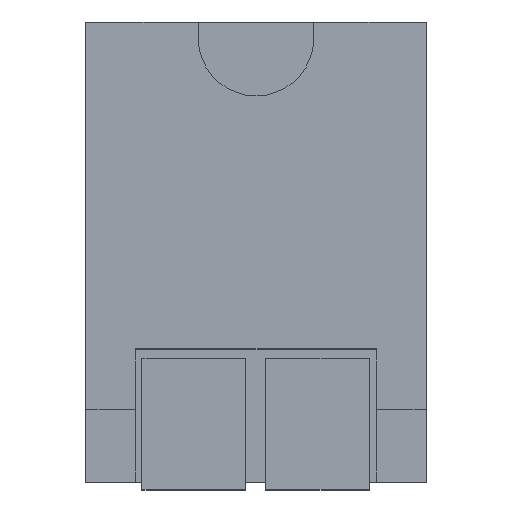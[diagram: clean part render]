
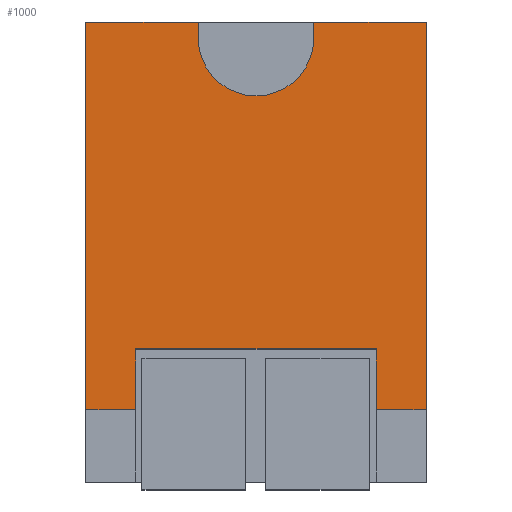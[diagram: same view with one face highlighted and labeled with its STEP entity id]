
A CAD part, top view. The second image highlights one B-rep face of the part: STEP entity #1000.
In plain terms, the highlighted planar face has unit normal (0, 0, 1).
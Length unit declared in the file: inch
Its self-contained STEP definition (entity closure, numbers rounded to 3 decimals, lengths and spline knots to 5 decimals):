
#14 = CARTESIAN_POINT ( 'NONE',  ( 1.39862, 0., 1.07315 ) ) ;
#20 = DIRECTION ( 'NONE',  ( 1., 0., 0. ) ) ;
#30 = LINE ( 'NONE', #941, #1539 ) ;
#34 = LINE ( 'NONE', #14, #247 ) ;
#36 = VECTOR ( 'NONE', #294, 39.37008 ) ;
#40 = CARTESIAN_POINT ( 'NONE',  ( 1.78218, -2.37874, 1.07315 ) ) ;
#44 = DIRECTION ( 'NONE',  ( 0., -1., 0. ) ) ;
#71 = DIRECTION ( 'NONE',  ( -1., 0., 0. ) ) ;
#73 = CARTESIAN_POINT ( 'NONE',  ( 2.08858, -2.37874, 1.07315 ) ) ;
#75 = DIRECTION ( 'NONE',  ( 1., 0., 0. ) ) ;
#89 = CARTESIAN_POINT ( 'NONE',  ( 0., 0., 1.07315 ) ) ;
#151 = EDGE_CURVE ( 'NONE', #1099, #1473, #996, .T. ) ;
#169 = DIRECTION ( 'NONE',  ( 1., 0., 0. ) ) ;
#196 = ORIENTED_EDGE ( 'NONE', *, *, #1407, .T. ) ;
#203 = LINE ( 'NONE', #1352, #1140 ) ;
#207 = LINE ( 'NONE', #326, #245 ) ;
#226 = ORIENTED_EDGE ( 'NONE', *, *, #1048, .T. ) ;
#245 = VECTOR ( 'NONE', #1652, 39.37008 ) ;
#247 = VECTOR ( 'NONE', #44, 39.37008 ) ;
#294 = DIRECTION ( 'NONE',  ( 0., -1., 0. ) ) ;
#305 = CARTESIAN_POINT ( 'NONE',  ( 0., 0., 1.07315 ) ) ;
#316 = LINE ( 'NONE', #472, #1827 ) ;
#326 = CARTESIAN_POINT ( 'NONE',  ( 0.3064, 0., 1.07315 ) ) ;
#361 = CARTESIAN_POINT ( 'NONE',  ( 2.75589, -2.37874, 1.07315 ) ) ;
#367 = AXIS2_PLACEMENT_3D ( 'NONE', #1027, #727, #169 ) ;
#440 = CARTESIAN_POINT ( 'NONE',  ( 0.3064, -2.37874, 1.07315 ) ) ;
#444 = ORIENTED_EDGE ( 'NONE', *, *, #798, .T. ) ;
#464 = ORIENTED_EDGE ( 'NONE', *, *, #1472, .T. ) ;
#472 = CARTESIAN_POINT ( 'NONE',  ( 0., -2.37874, 1.07315 ) ) ;
#511 = DIRECTION ( 'NONE',  ( 0., 1., 0. ) ) ;
#512 = CARTESIAN_POINT ( 'NONE',  ( 1.04429, -0.09888, 1.07315 ) ) ;
#536 = VERTEX_POINT ( 'NONE', #560 ) ;
#556 = CARTESIAN_POINT ( 'NONE',  ( 1.39862, 0., 1.07315 ) ) ;
#560 = CARTESIAN_POINT ( 'NONE',  ( 1.78218, -2.00473, 1.07315 ) ) ;
#586 = ORIENTED_EDGE ( 'NONE', *, *, #595, .T. ) ;
#595 = EDGE_CURVE ( 'NONE', #536, #752, #909, .T. ) ;
#615 = VECTOR ( 'NONE', #879, 39.37008 ) ;
#617 = EDGE_CURVE ( 'NONE', #1473, #1576, #1057, .T. ) ;
#635 = CARTESIAN_POINT ( 'NONE',  ( 0., 0., 1.07315 ) ) ;
#648 = ORIENTED_EDGE ( 'NONE', *, *, #1908, .T. ) ;
#655 = VERTEX_POINT ( 'NONE', #1503 ) ;
#667 = CARTESIAN_POINT ( 'NONE',  ( 0., 0., 1.07315 ) ) ;
#680 = CARTESIAN_POINT ( 'NONE',  ( 0., -2.37874, 1.07315 ) ) ;
#681 = VECTOR ( 'NONE', #71, 39.37008 ) ;
#685 = DIRECTION ( 'NONE',  ( -1., 0., 0. ) ) ;
#727 = DIRECTION ( 'NONE',  ( 0., 0., 1. ) ) ;
#752 = VERTEX_POINT ( 'NONE', #40 ) ;
#769 = VERTEX_POINT ( 'NONE', #73 ) ;
#798 = EDGE_CURVE ( 'NONE', #769, #838, #30, .T. ) ;
#807 = DIRECTION ( 'NONE',  ( 0., 0., -1. ) ) ;
#815 = LINE ( 'NONE', #667, #681 ) ;
#838 = VERTEX_POINT ( 'NONE', #1414 ) ;
#874 = ORIENTED_EDGE ( 'NONE', *, *, #151, .T. ) ;
#879 = DIRECTION ( 'NONE',  ( 0., 1., 0. ) ) ;
#907 = FACE_OUTER_BOUND ( 'NONE', #1452, .T. ) ;
#909 = LINE ( 'NONE', #1906, #36 ) ;
#913 = DIRECTION ( 'NONE',  ( 1., 0., 0. ) ) ;
#941 = CARTESIAN_POINT ( 'NONE',  ( 2.08858, 0., 1.07315 ) ) ;
#966 = EDGE_CURVE ( 'NONE', #655, #1099, #1905, .T. ) ;
#996 = LINE ( 'NONE', #89, #1151 ) ;
#1000 = ADVANCED_FACE ( 'NONE', ( #907 ), #1164, .T. ) ;
#1020 = VERTEX_POINT ( 'NONE', #440 ) ;
#1027 = CARTESIAN_POINT ( 'NONE',  ( 0., 0., 1.07315 ) ) ;
#1040 = ORIENTED_EDGE ( 'NONE', *, *, #1789, .T. ) ;
#1048 = EDGE_CURVE ( 'NONE', #838, #1310, #815, .T. ) ;
#1053 = VECTOR ( 'NONE', #75, 39.37008 ) ;
#1057 = LINE ( 'NONE', #305, #1271 ) ;
#1094 = VERTEX_POINT ( 'NONE', #1358 ) ;
#1099 = VERTEX_POINT ( 'NONE', #1683 ) ;
#1126 = EDGE_CURVE ( 'NONE', #1020, #1094, #207, .T. ) ;
#1140 = VECTOR ( 'NONE', #913, 39.37008 ) ;
#1151 = VECTOR ( 'NONE', #685, 39.37008 ) ;
#1164 = PLANE ( 'NONE',  #367 ) ;
#1184 = CARTESIAN_POINT ( 'NONE',  ( 0.68996, 0., 1.07315 ) ) ;
#1196 = CARTESIAN_POINT ( 'NONE',  ( 1.39862, -0.09888, 1.07315 ) ) ;
#1271 = VECTOR ( 'NONE', #1330, 39.37008 ) ;
#1273 = LINE ( 'NONE', #361, #1053 ) ;
#1310 = VERTEX_POINT ( 'NONE', #556 ) ;
#1330 = DIRECTION ( 'NONE',  ( 0., -1., 0. ) ) ;
#1352 = CARTESIAN_POINT ( 'NONE',  ( 0., -2.00473, 1.07315 ) ) ;
#1358 = CARTESIAN_POINT ( 'NONE',  ( 0.3064, -2.00473, 1.07315 ) ) ;
#1369 = VERTEX_POINT ( 'NONE', #1196 ) ;
#1382 = ORIENTED_EDGE ( 'NONE', *, *, #966, .T. ) ;
#1407 = EDGE_CURVE ( 'NONE', #1094, #536, #203, .T. ) ;
#1414 = CARTESIAN_POINT ( 'NONE',  ( 2.08858, 0., 1.07315 ) ) ;
#1452 = EDGE_LOOP ( 'NONE', ( #1755, #196, #586, #1040, #444, #226, #464, #648, #1382, #874, #1614, #1639 ) ) ;
#1472 = EDGE_CURVE ( 'NONE', #1310, #1369, #34, .T. ) ;
#1473 = VERTEX_POINT ( 'NONE', #635 ) ;
#1500 = EDGE_CURVE ( 'NONE', #1576, #1020, #1273, .T. ) ;
#1503 = CARTESIAN_POINT ( 'NONE',  ( 0.68996, -0.09888, 1.07315 ) ) ;
#1539 = VECTOR ( 'NONE', #511, 39.37008 ) ;
#1576 = VERTEX_POINT ( 'NONE', #680 ) ;
#1614 = ORIENTED_EDGE ( 'NONE', *, *, #617, .T. ) ;
#1639 = ORIENTED_EDGE ( 'NONE', *, *, #1500, .T. ) ;
#1652 = DIRECTION ( 'NONE',  ( 0., 1., 0. ) ) ;
#1683 = CARTESIAN_POINT ( 'NONE',  ( 0.68996, 0., 1.07315 ) ) ;
#1702 = CIRCLE ( 'NONE', #1855, 0.35433 ) ;
#1755 = ORIENTED_EDGE ( 'NONE', *, *, #1126, .T. ) ;
#1789 = EDGE_CURVE ( 'NONE', #752, #769, #316, .T. ) ;
#1827 = VECTOR ( 'NONE', #20, 39.37008 ) ;
#1855 = AXIS2_PLACEMENT_3D ( 'NONE', #512, #807, #1857 ) ;
#1857 = DIRECTION ( 'NONE',  ( 1., 0., 0. ) ) ;
#1905 = LINE ( 'NONE', #1184, #615 ) ;
#1906 = CARTESIAN_POINT ( 'NONE',  ( 1.78218, 0., 1.07315 ) ) ;
#1908 = EDGE_CURVE ( 'NONE', #1369, #655, #1702, .T. ) ;
